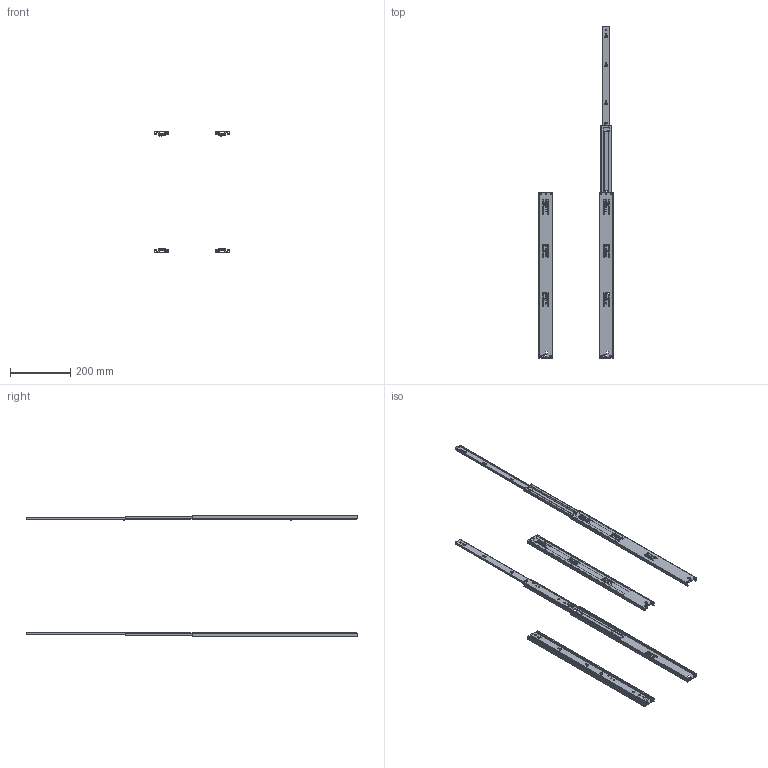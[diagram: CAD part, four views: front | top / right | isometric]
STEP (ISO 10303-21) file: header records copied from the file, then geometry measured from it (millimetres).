
FILE_DESCRIPTION( ( 'Unknown' ), '1' );
FILE_NAME( '35D65-550N.stp', 'Unknown', ( 'Unknown' ), ( 'Unknown' ), 'PSStep 14.0', 'Unknown', ' ' );
FILE_SCHEMA( ( 'AUTOMOTIVE_DESIGN { 1 0 10303 214 1 1 1 1 }' ) );
Length unit declared in the file: millimetre
Products named in the file (7): Assem1; P30_2; P20_2; P10_2; P10_mir1; P20_mir1; P30_mir1
Assembly tree (12 placements, depth 2):
  Assem1
    P30_2  x2
    P20_2  x2
    P10_2  x2
    P10_mir1  x2
    P20_mir1  x2
    P30_mir1  x2
Bounding box: 245.6 x 1098 x 400 mm (x, y, z)
Volume: 403347.4 mm3; surface area: 660513.8 mm2
Topology: 12 solids, 12 shells, 1016 faces, 3074 edges, 2070 vertices
Faces by surface type: plane 660, cylinder 356
Full cylindrical faces by diameter (mm): 3 x4, 3.2 x8, 3.5 x4, 4.3 x4, 4.6 x28, 5 x20, 6.4 x12
Entity records: 21255 total; most frequent: CARTESIAN_POINT 2973, ORIENTED_EDGE 2914, DIRECTION 2859, EDGE_CURVE 1457, LINE 1097, VECTOR 1097, VERTEX_POINT 995, AXIS2_PLACEMENT_3D 881
